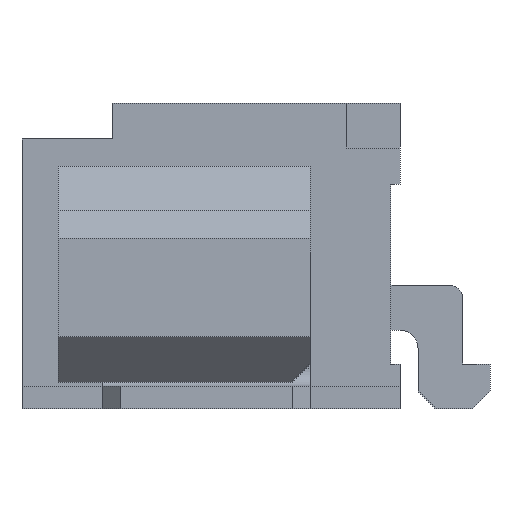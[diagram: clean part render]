
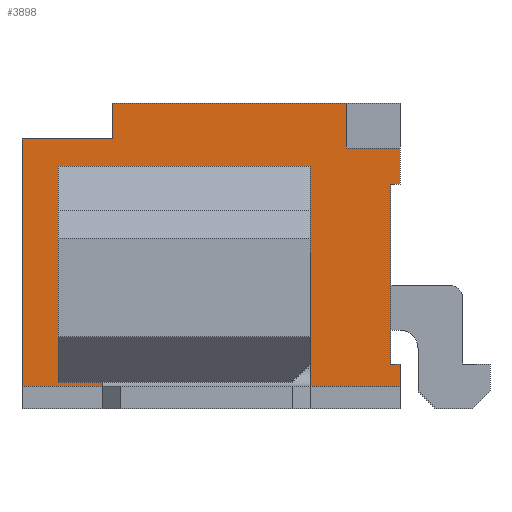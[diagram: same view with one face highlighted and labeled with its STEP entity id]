
A CAD part, left-side view. The second image highlights one B-rep face of the part: STEP entity #3898.
In plain terms, the highlighted planar face has unit normal (-1, 0, 0).
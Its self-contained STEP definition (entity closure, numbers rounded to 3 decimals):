
#69=DIRECTION('',(0.,0.,1.));
#70=VECTOR('',#69,0.25);
#71=CARTESIAN_POINT('',(-3.375,-2.1,-1.45));
#72=LINE('',#71,#70);
#141=DIRECTION('',(0.,0.,1.));
#142=VECTOR('',#141,0.4);
#143=CARTESIAN_POINT('',(-3.375,-2.1,0.8));
#144=LINE('',#143,#142);
#145=DIRECTION('',(0.,0.,1.));
#146=VECTOR('',#145,2.4);
#147=CARTESIAN_POINT('',(-3.375,-1.1,-1.4));
#148=LINE('',#147,#146);
#149=DIRECTION('',(0.,-1.,0.));
#150=VECTOR('',#149,2.8);
#151=CARTESIAN_POINT('',(-3.375,1.7,1.));
#152=LINE('',#151,#150);
#153=DIRECTION('',(0.,0.,1.));
#154=VECTOR('',#153,2.4);
#155=CARTESIAN_POINT('',(-3.375,1.7,-1.4));
#156=LINE('',#155,#154);
#157=DIRECTION('',(0.,-1.,0.));
#158=VECTOR('',#157,2.8);
#159=CARTESIAN_POINT('',(-3.375,1.7,-1.4));
#160=LINE('',#159,#158);
#161=DIRECTION('',(0.,1.,0.));
#162=VECTOR('',#161,0.6);
#163=CARTESIAN_POINT('',(-3.375,-2.1,1.2));
#164=LINE('',#163,#162);
#165=DIRECTION('',(0.,1.,0.));
#166=VECTOR('',#165,0.1);
#167=CARTESIAN_POINT('',(-3.375,-2.1,0.8));
#168=LINE('',#167,#166);
#169=DIRECTION('',(0.,0.,1.));
#170=VECTOR('',#169,2.);
#171=CARTESIAN_POINT('',(-3.375,-2.,-1.2));
#172=LINE('',#171,#170);
#173=DIRECTION('',(0.,1.,0.));
#174=VECTOR('',#173,0.1);
#175=CARTESIAN_POINT('',(-3.375,-2.1,-1.2));
#176=LINE('',#175,#174);
#177=DIRECTION('',(0.,-1.,0.));
#178=VECTOR('',#177,4.2);
#179=CARTESIAN_POINT('',(-3.375,2.1,-1.45));
#180=LINE('',#179,#178);
#181=DIRECTION('',(0.,0.,1.));
#182=VECTOR('',#181,2.75);
#183=CARTESIAN_POINT('',(-3.375,2.1,-1.45));
#184=LINE('',#183,#182);
#185=DIRECTION('',(0.,-1.,0.));
#186=VECTOR('',#185,1.);
#187=CARTESIAN_POINT('',(-3.375,2.1,1.3));
#188=LINE('',#187,#186);
#189=DIRECTION('',(0.,0.,-1.));
#190=VECTOR('',#189,0.4);
#191=CARTESIAN_POINT('',(-3.375,1.1,1.7));
#192=LINE('',#191,#190);
#193=DIRECTION('',(0.,0.,-1.));
#194=VECTOR('',#193,0.5);
#195=CARTESIAN_POINT('',(-3.375,-1.5,1.7));
#196=LINE('',#195,#194);
#889=DIRECTION('',(0.,-1.,0.));
#890=VECTOR('',#889,2.6);
#891=CARTESIAN_POINT('',(-3.375,1.1,1.7));
#892=LINE('',#891,#890);
#2845=CARTESIAN_POINT('',(-3.375,1.1,1.7));
#2847=VERTEX_POINT('',#2845);
#2857=CARTESIAN_POINT('',(-3.375,2.1,1.3));
#2858=CARTESIAN_POINT('',(-3.375,1.1,1.3));
#2859=VERTEX_POINT('',#2857);
#2860=VERTEX_POINT('',#2858);
#2905=CARTESIAN_POINT('',(-3.375,-1.1,-1.4));
#2906=CARTESIAN_POINT('',(-3.375,-1.1,1.));
#2907=VERTEX_POINT('',#2905);
#2908=VERTEX_POINT('',#2906);
#2909=CARTESIAN_POINT('',(-3.375,1.7,1.));
#2910=VERTEX_POINT('',#2909);
#2911=CARTESIAN_POINT('',(-3.375,1.7,-1.4));
#2912=VERTEX_POINT('',#2911);
#3091=CARTESIAN_POINT('',(-3.375,-2.1,-1.2));
#3092=CARTESIAN_POINT('',(-3.375,-2.,-1.2));
#3093=VERTEX_POINT('',#3091);
#3094=VERTEX_POINT('',#3092);
#3095=CARTESIAN_POINT('',(-3.375,-2.,0.8));
#3096=VERTEX_POINT('',#3095);
#3097=CARTESIAN_POINT('',(-3.375,-2.1,0.8));
#3098=VERTEX_POINT('',#3097);
#3181=CARTESIAN_POINT('',(-3.375,-1.5,1.7));
#3182=VERTEX_POINT('',#3181);
#3183=CARTESIAN_POINT('',(-3.375,-2.1,1.2));
#3184=CARTESIAN_POINT('',(-3.375,-1.5,1.2));
#3185=VERTEX_POINT('',#3183);
#3186=VERTEX_POINT('',#3184);
#3487=CARTESIAN_POINT('',(-3.375,2.1,-1.45));
#3488=CARTESIAN_POINT('',(-3.375,-2.1,-1.45));
#3489=VERTEX_POINT('',#3487);
#3490=VERTEX_POINT('',#3488);
#3860=CARTESIAN_POINT('',(-3.375,2.1,-1.7));
#3861=DIRECTION('',(-1.,0.,0.));
#3862=DIRECTION('',(0.,-1.,0.));
#3863=AXIS2_PLACEMENT_3D('',#3860,#3861,#3862);
#3864=PLANE('',#3863);
#3866=ORIENTED_EDGE('',*,*,#3865,.F.);
#3867=ORIENTED_EDGE('',*,*,#3840,.F.);
#3869=ORIENTED_EDGE('',*,*,#3868,.T.);
#3871=ORIENTED_EDGE('',*,*,#3870,.F.);
#3872=ORIENTED_EDGE('',*,*,#3850,.F.);
#3873=ORIENTED_EDGE('',*,*,#3784,.F.);
#3875=ORIENTED_EDGE('',*,*,#3874,.F.);
#3877=ORIENTED_EDGE('',*,*,#3876,.T.);
#3879=ORIENTED_EDGE('',*,*,#3878,.T.);
#3881=ORIENTED_EDGE('',*,*,#3880,.F.);
#3883=ORIENTED_EDGE('',*,*,#3882,.T.);
#3885=ORIENTED_EDGE('',*,*,#3884,.T.);
#3886=EDGE_LOOP('',(#3866,#3867,#3869,#3871,#3872,#3873,#3875,#3877,#3879,#3881,
#3883,#3885));
#3887=FACE_OUTER_BOUND('',#3886,.F.);
#3889=ORIENTED_EDGE('',*,*,#3888,.T.);
#3891=ORIENTED_EDGE('',*,*,#3890,.F.);
#3893=ORIENTED_EDGE('',*,*,#3892,.F.);
#3895=ORIENTED_EDGE('',*,*,#3894,.T.);
#3896=EDGE_LOOP('',(#3889,#3891,#3893,#3895));
#3897=FACE_BOUND('',#3896,.F.);
#3898=ADVANCED_FACE('',(#3887,#3897),#3864,.T.);
#3784=EDGE_CURVE('',#3490,#3093,#72,.T.);
#3840=EDGE_CURVE('',#3098,#3185,#144,.T.);
#3850=EDGE_CURVE('',#3093,#3094,#176,.T.);
#3865=EDGE_CURVE('',#3185,#3186,#164,.T.);
#3868=EDGE_CURVE('',#3098,#3096,#168,.T.);
#3870=EDGE_CURVE('',#3094,#3096,#172,.T.);
#3874=EDGE_CURVE('',#3489,#3490,#180,.T.);
#3876=EDGE_CURVE('',#3489,#2859,#184,.T.);
#3878=EDGE_CURVE('',#2859,#2860,#188,.T.);
#3880=EDGE_CURVE('',#2847,#2860,#192,.T.);
#3882=EDGE_CURVE('',#2847,#3182,#892,.T.);
#3884=EDGE_CURVE('',#3182,#3186,#196,.T.);
#3888=EDGE_CURVE('',#2907,#2908,#148,.T.);
#3890=EDGE_CURVE('',#2910,#2908,#152,.T.);
#3892=EDGE_CURVE('',#2912,#2910,#156,.T.);
#3894=EDGE_CURVE('',#2912,#2907,#160,.T.);
